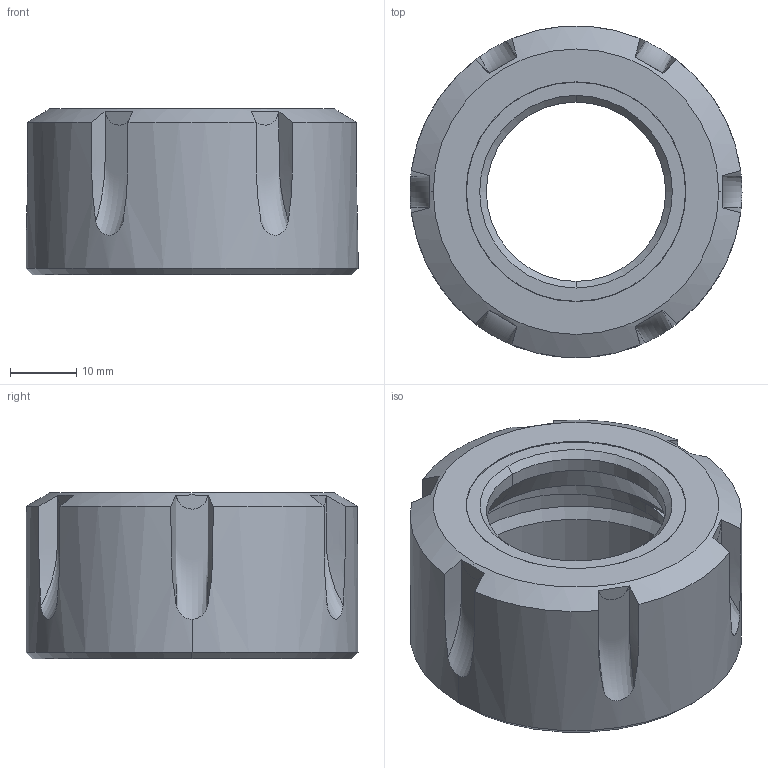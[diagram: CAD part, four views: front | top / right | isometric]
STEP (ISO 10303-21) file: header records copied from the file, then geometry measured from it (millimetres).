
FILE_DESCRIPTION (( 'STEP AP203' ), '1' );
FILE_NAME ('SM99G32.STEP', '2021-01-22T07:05:13', ( '' ), ( '' ), 'SwSTEP 2.0', 'SolidWorks 2020', '' );
FILE_SCHEMA (( 'CONFIG_CONTROL_DESIGN' ));
Length unit declared in the file: millimetre
Products named in the file (3): GR99G32; SM99G32; ME99G32
Assembly tree (2 placements, depth 2):
  SM99G32
    ME99G32
    GR99G32
Bounding box: 50 x 50 x 25 mm (x, y, z)
Volume: 21559.4 mm3; surface area: 12565.5 mm2
Topology: 2 solids, 2 shells, 83 faces, 201 edges, 124 vertices
Faces by surface type: cylinder 23, cone 22, bspline 18, plane 14, torus 6
Entity records: 6093 total; most frequent: CARTESIAN_POINT 3990, ORIENTED_EDGE 400, DIRECTION 342, EDGE_CURVE 200, AXIS2_PLACEMENT_3D 148, VERTEX_POINT 124, EDGE_LOOP 90, ADVANCED_FACE 83
